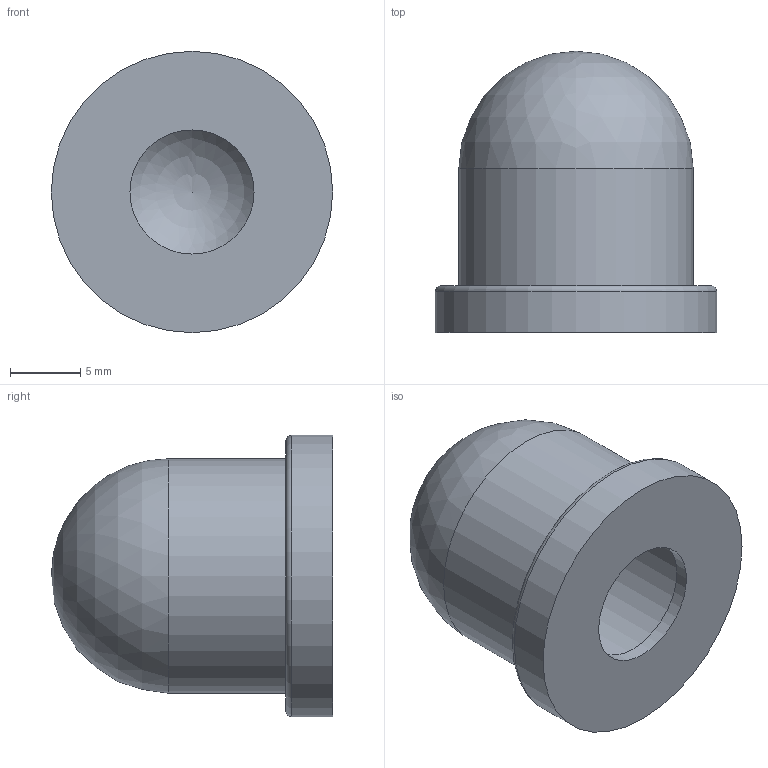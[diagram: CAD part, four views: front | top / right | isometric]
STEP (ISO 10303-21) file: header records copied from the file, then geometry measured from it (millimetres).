
FILE_DESCRIPTION(/* description */ (''),/* implementation_level */ '2;1');
FILE_NAME(/* name */ '100027_258e3965_0.stp',/* time_stamp */ '2021-02-18T10:12:47+00:00',/* author */ (''),/* organization */ (''),/* preprocessor_version */ 'ST-DEVELOPER v18.1',/* originating_system */ 'ColorSegmentExtractor',/* authorisation */ '');
FILE_SCHEMA (('AUTOMOTIVE_DESIGN { 1 0 10303 214 3 1 1 }'));
Length unit declared in the file: centimetre
Products named in the file (1): 100027_258e3965_0
Bounding box: 20 x 20 x 20 mm (x, y, z)
Volume: 2374.1 mm3; surface area: 2121.6 mm2
Topology: 1 solids, 1 shells, 10 faces, 18 edges, 11 vertices
Faces by surface type: cylinder 4, plane 3, sphere 2, torus 1
Full cylindrical faces by diameter (mm): 8.826 x1, 11.933 x1, 16.667 x1, 20 x1
Entity records: 364 total; most frequent: DIRECTION 50, CARTESIAN_POINT 38, ORIENTED_EDGE 32, AXIS2_PLACEMENT_3D 23, EDGE_CURVE 16, EDGE_LOOP 13, CIRCLE 12, VERTEX_POINT 11
